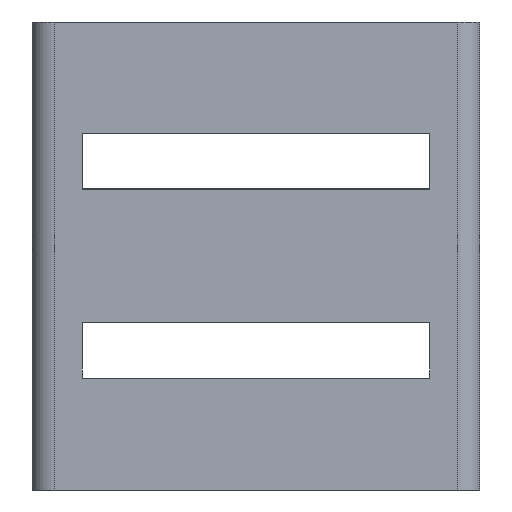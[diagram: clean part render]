
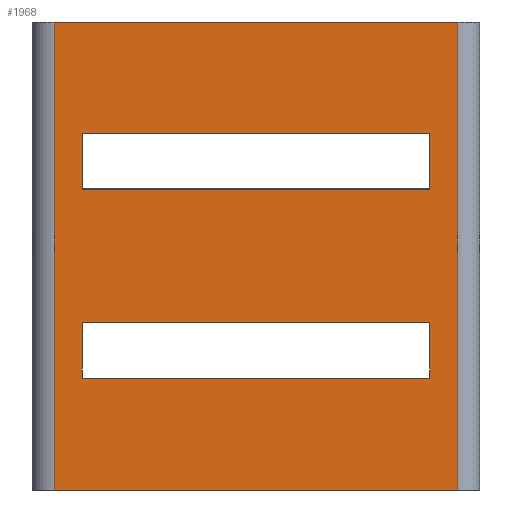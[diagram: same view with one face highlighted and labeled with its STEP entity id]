
A CAD part, front view. The second image highlights one B-rep face of the part: STEP entity #1968.
In plain terms, the highlighted planar face has unit normal (0, -1, 0).
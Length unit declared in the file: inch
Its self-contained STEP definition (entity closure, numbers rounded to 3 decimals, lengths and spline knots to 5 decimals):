
#53=FACE_BOUND('',#195,.T.);
#54=FACE_BOUND('',#196,.T.);
#88=FACE_OUTER_BOUND('',#194,.T.);
#194=EDGE_LOOP('',(#1415,#1416,#1417,#1418));
#195=EDGE_LOOP('',(#1419,#1420,#1421,#1422));
#196=EDGE_LOOP('',(#1423,#1424,#1425,#1426));
#328=LINE('',#2765,#594);
#363=LINE('',#2848,#629);
#364=LINE('',#2851,#630);
#365=LINE('',#2852,#631);
#366=LINE('',#2855,#632);
#367=LINE('',#2857,#633);
#368=LINE('',#2859,#634);
#369=LINE('',#2860,#635);
#370=LINE('',#2863,#636);
#371=LINE('',#2865,#637);
#372=LINE('',#2867,#638);
#373=LINE('',#2868,#639);
#594=VECTOR('',#2254,0.3937);
#629=VECTOR('',#2311,0.3937);
#630=VECTOR('',#2314,0.3937);
#631=VECTOR('',#2315,0.3937);
#632=VECTOR('',#2316,0.3937);
#633=VECTOR('',#2317,0.3937);
#634=VECTOR('',#2318,0.3937);
#635=VECTOR('',#2319,0.3937);
#636=VECTOR('',#2320,0.3937);
#637=VECTOR('',#2321,0.3937);
#638=VECTOR('',#2322,0.3937);
#639=VECTOR('',#2323,0.3937);
#849=VERTEX_POINT('',#2762);
#850=VERTEX_POINT('',#2764);
#887=VERTEX_POINT('',#2846);
#888=VERTEX_POINT('',#2850);
#889=VERTEX_POINT('',#2853);
#890=VERTEX_POINT('',#2854);
#891=VERTEX_POINT('',#2856);
#892=VERTEX_POINT('',#2858);
#893=VERTEX_POINT('',#2861);
#894=VERTEX_POINT('',#2862);
#895=VERTEX_POINT('',#2864);
#896=VERTEX_POINT('',#2866);
#1049=EDGE_CURVE('',#849,#850,#328,.T.);
#1091=EDGE_CURVE('',#887,#849,#363,.T.);
#1092=EDGE_CURVE('',#887,#888,#364,.F.);
#1093=EDGE_CURVE('',#850,#888,#365,.T.);
#1094=EDGE_CURVE('',#889,#890,#366,.T.);
#1095=EDGE_CURVE('',#890,#891,#367,.T.);
#1096=EDGE_CURVE('',#891,#892,#368,.T.);
#1097=EDGE_CURVE('',#892,#889,#369,.T.);
#1098=EDGE_CURVE('',#893,#894,#370,.T.);
#1099=EDGE_CURVE('',#894,#895,#371,.T.);
#1100=EDGE_CURVE('',#895,#896,#372,.T.);
#1101=EDGE_CURVE('',#896,#893,#373,.T.);
#1415=ORIENTED_EDGE('',*,*,#1092,.T.);
#1416=ORIENTED_EDGE('',*,*,#1093,.F.);
#1417=ORIENTED_EDGE('',*,*,#1049,.F.);
#1418=ORIENTED_EDGE('',*,*,#1091,.F.);
#1419=ORIENTED_EDGE('',*,*,#1094,.T.);
#1420=ORIENTED_EDGE('',*,*,#1095,.T.);
#1421=ORIENTED_EDGE('',*,*,#1096,.T.);
#1422=ORIENTED_EDGE('',*,*,#1097,.T.);
#1423=ORIENTED_EDGE('',*,*,#1098,.T.);
#1424=ORIENTED_EDGE('',*,*,#1099,.T.);
#1425=ORIENTED_EDGE('',*,*,#1100,.T.);
#1426=ORIENTED_EDGE('',*,*,#1101,.T.);
#1874=PLANE('',#2094);
#1968=ADVANCED_FACE('',(#88,#53,#54),#1874,.T.);
#2094=AXIS2_PLACEMENT_3D('',#2849,#2312,#2313);
#2254=DIRECTION('',(-1.,0.,0.));
#2311=DIRECTION('',(0.,0.,-1.));
#2312=DIRECTION('center_axis',(0.,-1.,0.));
#2313=DIRECTION('ref_axis',(1.,0.,0.));
#2314=DIRECTION('',(1.,0.,0.));
#2315=DIRECTION('',(0.,0.,1.));
#2316=DIRECTION('',(0.,0.,1.));
#2317=DIRECTION('',(1.,0.,0.));
#2318=DIRECTION('',(0.,0.,-1.));
#2319=DIRECTION('',(-1.,0.,0.));
#2320=DIRECTION('',(-1.,0.,0.));
#2321=DIRECTION('',(0.,0.,1.));
#2322=DIRECTION('',(1.,0.,0.));
#2323=DIRECTION('',(0.,0.,-1.));
#2762=CARTESIAN_POINT('',(0.9,-1.,-1.045));
#2764=CARTESIAN_POINT('',(-0.9,-1.,-1.045));
#2765=CARTESIAN_POINT('',(-0.5,-1.,-1.045));
#2846=CARTESIAN_POINT('',(0.9,-1.,1.045));
#2848=CARTESIAN_POINT('',(0.9,-1.,0.));
#2849=CARTESIAN_POINT('Origin',(-1.,-1.,0.));
#2850=CARTESIAN_POINT('',(-0.9,-1.,1.045));
#2851=CARTESIAN_POINT('',(-0.5,-1.,1.045));
#2852=CARTESIAN_POINT('',(-0.9,-1.,0.));
#2853=CARTESIAN_POINT('',(-0.775,-1.,-0.5455));
#2854=CARTESIAN_POINT('',(-0.775,-1.,-0.2955));
#2855=CARTESIAN_POINT('',(-0.775,-1.,-0.14775));
#2856=CARTESIAN_POINT('',(0.775,-1.,-0.2955));
#2857=CARTESIAN_POINT('',(-0.1125,-1.,-0.2955));
#2858=CARTESIAN_POINT('',(0.775,-1.,-0.5455));
#2859=CARTESIAN_POINT('',(0.775,-1.,-0.27275));
#2860=CARTESIAN_POINT('',(-0.8875,-1.,-0.5455));
#2861=CARTESIAN_POINT('',(0.775,-1.,0.2955));
#2862=CARTESIAN_POINT('',(-0.775,-1.,0.2955));
#2863=CARTESIAN_POINT('',(-0.8875,-1.,0.2955));
#2864=CARTESIAN_POINT('',(-0.775,-1.,0.5455));
#2865=CARTESIAN_POINT('',(-0.775,-1.,0.27275));
#2866=CARTESIAN_POINT('',(0.775,-1.,0.5455));
#2867=CARTESIAN_POINT('',(-0.1125,-1.,0.5455));
#2868=CARTESIAN_POINT('',(0.775,-1.,0.14775));
